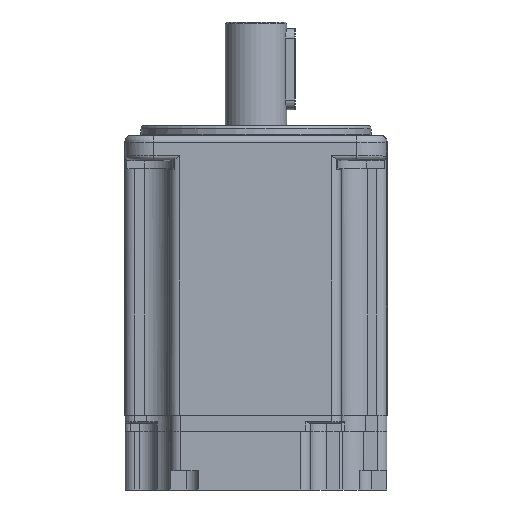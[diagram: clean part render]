
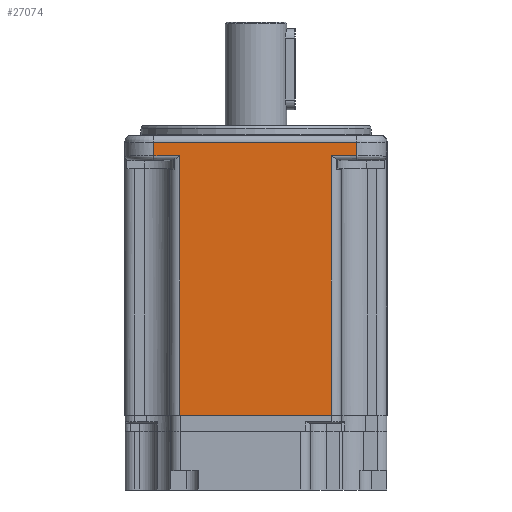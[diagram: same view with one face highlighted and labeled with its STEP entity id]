
A CAD part, left-side view. The second image highlights one B-rep face of the part: STEP entity #27074.
In plain terms, the highlighted face is planar.
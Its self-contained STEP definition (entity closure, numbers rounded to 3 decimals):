
#694 = VECTOR ( 'NONE', #814, 1000. ) ;
#814 = DIRECTION ( 'NONE',  ( 0., 0., -1. ) ) ;
#2026 = CARTESIAN_POINT ( 'NONE',  ( -40.2, -78.602, -43.506 ) ) ;
#5726 = DIRECTION ( 'NONE',  ( 0., 0., 1. ) ) ;
#5753 = LINE ( 'NONE', #31522, #50892 ) ;
#6048 = CARTESIAN_POINT ( 'NONE',  ( -40.2, -125.175, -85.406 ) ) ;
#7470 = VERTEX_POINT ( 'NONE', #77944 ) ;
#9039 = CARTESIAN_POINT ( 'NONE',  ( -40.2, -78.602, -85.406 ) ) ;
#14224 = EDGE_LOOP ( 'NONE', ( #37988, #53082, #49466, #45390, #61642, #33979, #73534, #57204 ) ) ;
#16130 = DIRECTION ( 'NONE',  ( 0., 0., 1. ) ) ;
#16527 = LINE ( 'NONE', #66912, #49588 ) ;
#18225 = DIRECTION ( 'NONE',  ( 0., -1., 0. ) ) ;
#19176 = VERTEX_POINT ( 'NONE', #36939 ) ;
#20081 = LINE ( 'NONE', #21294, #53867 ) ;
#20884 = DIRECTION ( 'NONE',  ( 0., 1., 0. ) ) ;
#21294 = CARTESIAN_POINT ( 'NONE',  ( -40.2, -135.139, -1.506 ) ) ;
#22805 = EDGE_CURVE ( 'NONE', #76080, #74819, #47244, .T. ) ;
#22872 = DIRECTION ( 'NONE',  ( 0., -1., 0. ) ) ;
#24446 = LINE ( 'NONE', #42466, #77602 ) ;
#26200 = CARTESIAN_POINT ( 'NONE',  ( -40.2, -135.139, -85.506 ) ) ;
#27074 = ADVANCED_FACE ( 'NONE', ( #52389 ), #39289, .F. ) ;
#28783 = CARTESIAN_POINT ( 'NONE',  ( -40.2, -78.602, -5.566 ) ) ;
#31507 = VERTEX_POINT ( 'NONE', #28783 ) ;
#31522 = CARTESIAN_POINT ( 'NONE',  ( -40.2, -135.139, -85.406 ) ) ;
#33154 = LINE ( 'NONE', #2026, #694 ) ;
#33979 = ORIENTED_EDGE ( 'NONE', *, *, #22805, .F. ) ;
#35827 = CARTESIAN_POINT ( 'NONE',  ( -40.2, -70.649, -5.566 ) ) ;
#36410 = EDGE_CURVE ( 'NONE', #74121, #55476, #5753, .T. ) ;
#36939 = CARTESIAN_POINT ( 'NONE',  ( -40.2, -133.128, -5.566 ) ) ;
#37988 = ORIENTED_EDGE ( 'NONE', *, *, #36410, .F. ) ;
#38632 = EDGE_CURVE ( 'NONE', #76080, #31507, #74347, .T. ) ;
#39128 = EDGE_CURVE ( 'NONE', #31507, #55476, #33154, .T. ) ;
#39132 = VERTEX_POINT ( 'NONE', #49956 ) ;
#39289 = PLANE ( 'NONE',  #52137 ) ;
#41896 = DIRECTION ( 'NONE',  ( 0., 0., 1. ) ) ;
#42466 = CARTESIAN_POINT ( 'NONE',  ( -40.2, -138.811, -5.566 ) ) ;
#45390 = ORIENTED_EDGE ( 'NONE', *, *, #74777, .T. ) ;
#46721 = EDGE_CURVE ( 'NONE', #39132, #74819, #20081, .T. ) ;
#47244 = LINE ( 'NONE', #66922, #70346 ) ;
#49466 = ORIENTED_EDGE ( 'NONE', *, *, #52864, .T. ) ;
#49588 = VECTOR ( 'NONE', #16130, 1000. ) ;
#49956 = CARTESIAN_POINT ( 'NONE',  ( -40.2, -133.128, -1.506 ) ) ;
#50892 = VECTOR ( 'NONE', #68009, 1000. ) ;
#52137 = AXIS2_PLACEMENT_3D ( 'NONE', #26200, #70863, #64307 ) ;
#52389 = FACE_OUTER_BOUND ( 'NONE', #14224, .T. ) ;
#52864 = EDGE_CURVE ( 'NONE', #7470, #19176, #24446, .T. ) ;
#53082 = ORIENTED_EDGE ( 'NONE', *, *, #58247, .T. ) ;
#53867 = VECTOR ( 'NONE', #20884, 1000. ) ;
#54188 = CARTESIAN_POINT ( 'NONE',  ( -40.2, -70.649, -1.506 ) ) ;
#55476 = VERTEX_POINT ( 'NONE', #9039 ) ;
#55566 = VECTOR ( 'NONE', #18225, 1000. ) ;
#55888 = CARTESIAN_POINT ( 'NONE',  ( -40.2, -135.139, -5.566 ) ) ;
#57204 = ORIENTED_EDGE ( 'NONE', *, *, #39128, .T. ) ;
#58247 = EDGE_CURVE ( 'NONE', #74121, #7470, #60224, .T. ) ;
#60224 = LINE ( 'NONE', #80262, #76707 ) ;
#61642 = ORIENTED_EDGE ( 'NONE', *, *, #46721, .T. ) ;
#64307 = DIRECTION ( 'NONE',  ( 0., -1., 0. ) ) ;
#66912 = CARTESIAN_POINT ( 'NONE',  ( -40.2, -133.128, -85.506 ) ) ;
#66922 = CARTESIAN_POINT ( 'NONE',  ( -40.2, -70.649, -43.506 ) ) ;
#68009 = DIRECTION ( 'NONE',  ( 0., 1., 0. ) ) ;
#70346 = VECTOR ( 'NONE', #41896, 1000. ) ;
#70863 = DIRECTION ( 'NONE',  ( 1., 0., 0. ) ) ;
#73534 = ORIENTED_EDGE ( 'NONE', *, *, #38632, .T. ) ;
#74121 = VERTEX_POINT ( 'NONE', #6048 ) ;
#74347 = LINE ( 'NONE', #55888, #55566 ) ;
#74777 = EDGE_CURVE ( 'NONE', #19176, #39132, #16527, .T. ) ;
#74819 = VERTEX_POINT ( 'NONE', #54188 ) ;
#76080 = VERTEX_POINT ( 'NONE', #35827 ) ;
#76707 = VECTOR ( 'NONE', #5726, 1000. ) ;
#77602 = VECTOR ( 'NONE', #22872, 1000. ) ;
#77944 = CARTESIAN_POINT ( 'NONE',  ( -40.2, -125.175, -5.566 ) ) ;
#80262 = CARTESIAN_POINT ( 'NONE',  ( -40.2, -125.175, -85.506 ) ) ;
